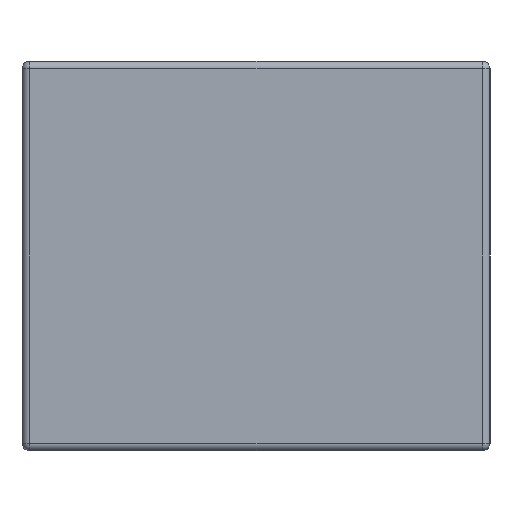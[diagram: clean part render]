
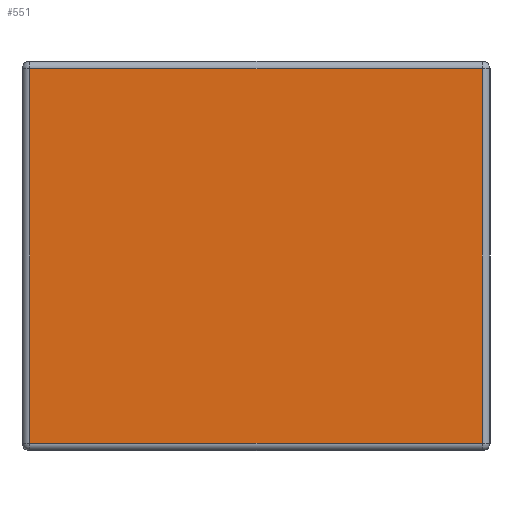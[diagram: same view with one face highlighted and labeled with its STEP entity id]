
A CAD part, left-side view. The second image highlights one B-rep face of the part: STEP entity #551.
In plain terms, the highlighted face is planar.
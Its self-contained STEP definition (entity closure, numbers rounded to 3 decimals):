
#29=PLANE('',#608);
#50=LINE('',#819,#74);
#51=LINE('',#821,#75);
#52=LINE('',#831,#76);
#53=LINE('',#833,#77);
#74=VECTOR('',#708,1000.);
#75=VECTOR('',#711,1000.);
#76=VECTOR('',#726,1000.);
#77=VECTOR('',#729,1000.);
#182=ORIENTED_EDGE('',*,*,#225,.T.);
#183=ORIENTED_EDGE('',*,*,#231,.T.);
#184=ORIENTED_EDGE('',*,*,#232,.T.);
#185=ORIENTED_EDGE('',*,*,#226,.T.);
#225=EDGE_CURVE('',#254,#255,#50,.T.);
#226=EDGE_CURVE('',#256,#254,#51,.T.);
#231=EDGE_CURVE('',#255,#257,#52,.T.);
#232=EDGE_CURVE('',#257,#256,#53,.T.);
#254=VERTEX_POINT('',#814);
#255=VERTEX_POINT('',#818);
#256=VERTEX_POINT('',#822);
#257=VERTEX_POINT('',#830);
#307=EDGE_LOOP('',(#182,#183,#184,#185));
#333=FACE_BOUND('',#307,.T.);
#551=ADVANCED_FACE('',(#333),#29,.T.);
#608=AXIS2_PLACEMENT_3D('',#836,#734,#735);
#708=DIRECTION('',(0.,0.,-1.));
#711=DIRECTION('',(1.,0.,0.));
#726=DIRECTION('',(-1.,0.,0.));
#729=DIRECTION('',(0.,0.,1.));
#734=DIRECTION('',(0.,1.,0.));
#735=DIRECTION('',(0.,0.,-1.));
#814=CARTESIAN_POINT('',(0.58,1.,0.48));
#818=CARTESIAN_POINT('',(0.58,1.,-0.48));
#819=CARTESIAN_POINT('',(0.58,1.,-0.5));
#821=CARTESIAN_POINT('',(0.6,1.,0.48));
#822=CARTESIAN_POINT('',(-0.58,1.,0.48));
#830=CARTESIAN_POINT('',(-0.58,1.,-0.48));
#831=CARTESIAN_POINT('',(-0.6,1.,-0.48));
#833=CARTESIAN_POINT('',(-0.58,1.,0.5));
#836=CARTESIAN_POINT('',(0.6,1.,-0.5));
